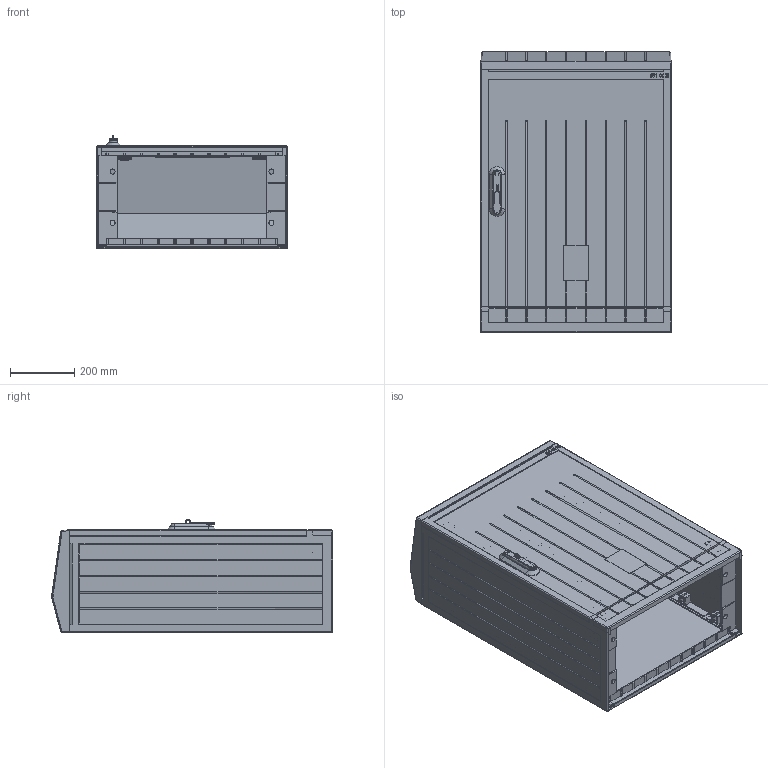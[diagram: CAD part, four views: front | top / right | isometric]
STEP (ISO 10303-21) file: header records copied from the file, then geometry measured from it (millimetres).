
FILE_DESCRIPTION((''),'2;1');
FILE_NAME('OTD_0_ASM','2021-05-27T',('marketing.praksa'),('Audax d.o.o.'),'CREO PARAMETRIC BY PTC INC, 2017480','CREO PARAMETRIC BY PTC INC, 2017480','');
FILE_SCHEMA(('AUTOMOTIVE_DESIGN { 1 0 10303 214 1 1 1 1 }'));
Products named in the file (31): KIESZE__1; PODK-ZACISKOWA_O_8_1; RYGIEL_1; SZAFKA_DIN-BOK_PRAWY_L_DETAL_1; SZAFKA_DIN-BOK_PRAWY_DETAL_1; ZAMEK_KO_EK_1; ZAMEK_ZAPADKA_1; NAKR_TKA_12-KT_1; _RUBA_6-KT_M6-10_1; ZAMEK_UCHO_1; ZAMEK_UCHWYT_1; ZAMEK_ZAKR_TKA_1; ZAMEK_OS_ONKA_1; ZAMEK_KORPUS_1; PODK-ZACISKOWA_O_6_1; PODK_ADKA_ZHS_6_4-18_1; ZAMEK_O__1; ZAMEK_KPL_P_1_ASM; SZAFKA_DIN-DACH_0__595__; NAKR_TKA_M8_1; ZAMEK_LISTWA_G_RNA_SKR_CONA___1; DZWIGNIA_GNIAZDO_1; PODK_ADKA_O10_5-22_1; PODK-ZACISKOWA_O_6; SZAFKA_DIN-PLECY-WER2_0-595; SZAFKA_DIN-LISTWA_DOLNA_0-595; ZAWIAS_D___1_2; ZAMEK_LISTWA_DOLNA_DIN_1; PRT9527; PRT8158; OTD_0_ASM
Assembly tree (38 placements, depth 3):
  OTD_0_ASM
    KIESZE__1
    PODK-ZACISKOWA_O_8_1  x2
    RYGIEL_1  x2
    SZAFKA_DIN-BOK_PRAWY_L_DETAL_1
    SZAFKA_DIN-BOK_PRAWY_DETAL_1
    ZAMEK_KPL_P_1_ASM
      ZAMEK_KO_EK_1
      ZAMEK_ZAPADKA_1
      NAKR_TKA_12-KT_1
      _RUBA_6-KT_M6-10_1
      ZAMEK_UCHO_1
      ZAMEK_UCHWYT_1
      ZAMEK_ZAKR_TKA_1
      ZAMEK_OS_ONKA_1
      ZAMEK_KORPUS_1
      PODK-ZACISKOWA_O_6_1
      PODK_ADKA_ZHS_6_4-18_1
      ZAMEK_O__1
    SZAFKA_DIN-DACH_0__595__
    NAKR_TKA_M8_1  x4
    ZAMEK_LISTWA_G_RNA_SKR_CONA___1
    DZWIGNIA_GNIAZDO_1
    PODK_ADKA_O10_5-22_1  x4
    PODK-ZACISKOWA_O_6
    SZAFKA_DIN-PLECY-WER2_0-595
    SZAFKA_DIN-LISTWA_DOLNA_0-595
    ZAWIAS_D___1_2
    ZAMEK_LISTWA_DOLNA_DIN_1
    PRT9527
    PRT8158
Bounding box: 595 x 875.68 x 352.5 mm (x, y, z)
Volume: 9410410.9 mm3; surface area: 4434731.1 mm2
Topology: 39 solids, 39 shells, 3938 faces, 10949 edges, 7139 vertices
Faces by surface type: plane 2101, cylinder 1106, cone 431, torus 151, bspline 74, sphere 51, extrusion 16, revolution 8
Entity records: 184676 total; most frequent: CARTESIAN_POINT 30946, ORIENTED_EDGE 20592, DIRECTION 18993, PRESENTATION_STYLE_ASSIGNMENT 14047, STYLED_ITEM 14047, CURVE_STYLE 10320, EDGE_CURVE 10296, VERTEX_POINT 6759
